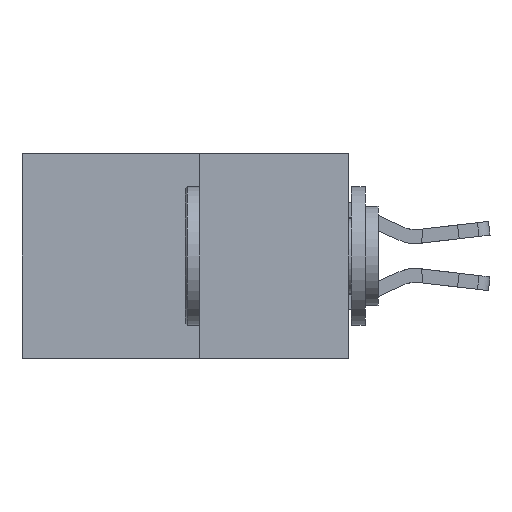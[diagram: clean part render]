
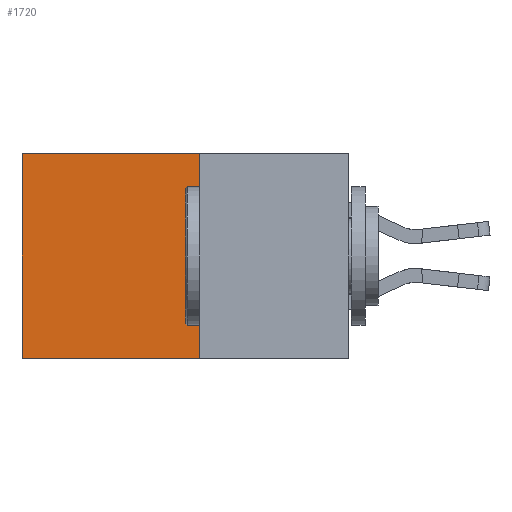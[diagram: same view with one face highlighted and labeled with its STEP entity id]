
A CAD part, left-side view. The second image highlights one B-rep face of the part: STEP entity #1720.
In plain terms, the highlighted planar face has unit normal (-1, 0, 0).
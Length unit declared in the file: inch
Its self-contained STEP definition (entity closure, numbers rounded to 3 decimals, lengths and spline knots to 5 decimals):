
#190 = CARTESIAN_POINT ( 'NONE',  ( 0.277, 0.27, -0.37 ) ) ;
#1213 = CARTESIAN_POINT ( 'NONE',  ( 0.277, 0.27, -0.37 ) ) ;
#1445 = CARTESIAN_POINT ( 'NONE',  ( 0.277, 0.27, -0.37 ) ) ;
#1720 = ADVANCED_FACE ( 'NONE', ( #4254 ), #15815, .F. ) ;
#2753 = DIRECTION ( 'NONE',  ( 0., 1., 0. ) ) ;
#2798 = VECTOR ( 'NONE', #2753, 39.37008 ) ;
#2866 = ORIENTED_EDGE ( 'NONE', *, *, #13183, .F. ) ;
#2991 = VERTEX_POINT ( 'NONE', #190 ) ;
#3246 = CARTESIAN_POINT ( 'NONE',  ( 0.277, 0.27, -0.37 ) ) ;
#3366 = DIRECTION ( 'NONE',  ( 0., 0., -1. ) ) ;
#3375 = LINE ( 'NONE', #4903, #10938 ) ;
#3475 = VERTEX_POINT ( 'NONE', #14320 ) ;
#4243 = CARTESIAN_POINT ( 'NONE',  ( 0.277, 0.27, 0. ) ) ;
#4254 = FACE_OUTER_BOUND ( 'NONE', #12685, .T. ) ;
#4792 = EDGE_CURVE ( 'NONE', #17699, #3475, #3375, .T. ) ;
#4903 = CARTESIAN_POINT ( 'NONE',  ( 0.277, 0.59, -0.37 ) ) ;
#5460 = VECTOR ( 'NONE', #15379, 39.37008 ) ;
#10726 = DIRECTION ( 'NONE',  ( 0., 0., -1. ) ) ;
#10938 = VECTOR ( 'NONE', #10726, 39.37008 ) ;
#11449 = ORIENTED_EDGE ( 'NONE', *, *, #17207, .F. ) ;
#11585 = VECTOR ( 'NONE', #16392, 39.37008 ) ;
#12463 = VERTEX_POINT ( 'NONE', #14955 ) ;
#12555 = LINE ( 'NONE', #4243, #11585 ) ;
#12685 = EDGE_LOOP ( 'NONE', ( #15350, #2866, #11449, #14835 ) ) ;
#13183 = EDGE_CURVE ( 'NONE', #2991, #3475, #14881, .T. ) ;
#14320 = CARTESIAN_POINT ( 'NONE',  ( 0.277, 0.59, -0.37 ) ) ;
#14815 = CARTESIAN_POINT ( 'NONE',  ( 0.277, 0.59, 0. ) ) ;
#14835 = ORIENTED_EDGE ( 'NONE', *, *, #18910, .T. ) ;
#14881 = LINE ( 'NONE', #1213, #2798 ) ;
#14955 = CARTESIAN_POINT ( 'NONE',  ( 0.277, 0.27, 0. ) ) ;
#15249 = DIRECTION ( 'NONE',  ( 1., 0., 0. ) ) ;
#15350 = ORIENTED_EDGE ( 'NONE', *, *, #4792, .T. ) ;
#15379 = DIRECTION ( 'NONE',  ( 0., 0., -1. ) ) ;
#15815 = PLANE ( 'NONE',  #18906 ) ;
#16392 = DIRECTION ( 'NONE',  ( 0., 1., 0. ) ) ;
#17104 = LINE ( 'NONE', #3246, #5460 ) ;
#17207 = EDGE_CURVE ( 'NONE', #12463, #2991, #17104, .T. ) ;
#17699 = VERTEX_POINT ( 'NONE', #14815 ) ;
#18906 = AXIS2_PLACEMENT_3D ( 'NONE', #1445, #15249, #3366 ) ;
#18910 = EDGE_CURVE ( 'NONE', #12463, #17699, #12555, .T. ) ;
